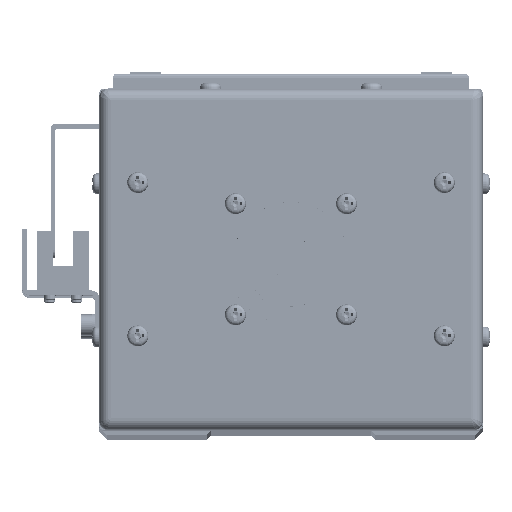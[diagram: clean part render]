
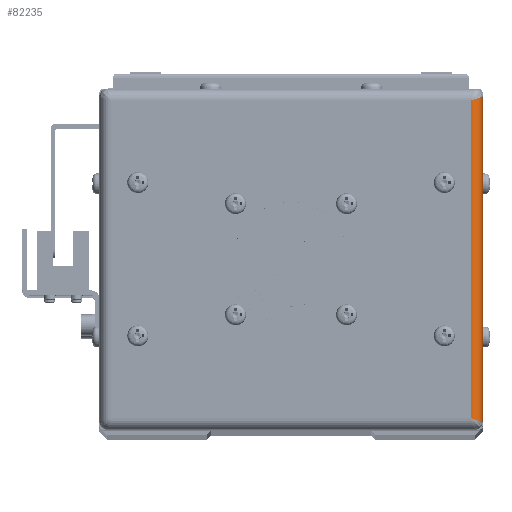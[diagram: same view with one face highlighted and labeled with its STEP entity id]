
A CAD part, top view. The second image highlights one B-rep face of the part: STEP entity #82235.
In plain terms, the highlighted cylindrical face has radius 3 mm (diameter 6 mm), a partial arc.
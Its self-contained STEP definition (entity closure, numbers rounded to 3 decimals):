
#658 = CARTESIAN_POINT ( 'NONE',  ( 47., -42.5, -0.5 ) ) ;
#984 = CARTESIAN_POINT ( 'NONE',  ( 50., -42.5, -0.5 ) ) ;
#8415 = EDGE_CURVE ( 'NONE', #79275, #82631, #85218, .T. ) ;
#11260 = CARTESIAN_POINT ( 'NONE',  ( 50., -42.5, -0.5 ) ) ;
#13399 = EDGE_LOOP ( 'NONE', ( #74817, #86099, #27825, #100318 ) ) ;
#14984 = VERTEX_POINT ( 'NONE', #26959 ) ;
#16655 = LINE ( 'NONE', #984, #110467 ) ;
#17890 = EDGE_CURVE ( 'NONE', #14984, #79275, #50939, .T. ) ;
#23185 = CARTESIAN_POINT ( 'NONE',  ( 50., 42.5, -0.5 ) ) ;
#23203 = CARTESIAN_POINT ( 'NONE',  ( 47., 41.5, 2.5 ) ) ;
#23299 = CARTESIAN_POINT ( 'NONE',  ( 48.757, 42.086, 2.5 ) ) ;
#23331 = CARTESIAN_POINT ( 'NONE',  ( 50., 42.5, 1.257 ) ) ;
#26712 = CYLINDRICAL_SURFACE ( 'NONE', #94278, 3. ) ;
#26959 = CARTESIAN_POINT ( 'NONE',  ( 47., -41.5, 2.5 ) ) ;
#27825 = ORIENTED_EDGE ( 'NONE', *, *, #8415, .F. ) ;
#36952 = VERTEX_POINT ( 'NONE', #96210 ) ;
#45189 = EDGE_CURVE ( 'NONE', #14984, #36952, #110648, .T. ) ;
#45214 = VECTOR ( 'NONE', #106084, 1000. ) ;
#46287 = DIRECTION ( 'NONE',  ( 0., -1., 0. ) ) ;
#50939 = LINE ( 'NONE', #96815, #45214 ) ;
#56780 = EDGE_CURVE ( 'NONE', #82631, #36952, #16655, .T. ) ;
#56880 = CARTESIAN_POINT ( 'NONE',  ( 47., -41.5, 2.5 ) ) ;
#61428 = CARTESIAN_POINT ( 'NONE',  ( 50., 42.5, -0.5 ) ) ;
#64666 = DIRECTION ( 'NONE',  ( 1., 0., 0. ) ) ;
#66000 = CARTESIAN_POINT ( 'NONE',  ( 50., -42.5, 1.257 ) ) ;
#71828 = CARTESIAN_POINT ( 'NONE',  ( 47., 41.5, 2.5 ) ) ;
#74817 = ORIENTED_EDGE ( 'NONE', *, *, #45189, .T. ) ;
#78020 = FACE_OUTER_BOUND ( 'NONE', #13399, .T. ) ;
#79275 = VERTEX_POINT ( 'NONE', #71828 ) ;
#82235 = ADVANCED_FACE ( 'NONE', ( #78020 ), #26712, .T. ) ;
#82631 = VERTEX_POINT ( 'NONE', #61428 ) ;
#85218 =( BOUNDED_CURVE ( )  B_SPLINE_CURVE ( 3, ( #23203, #23299, #23331, #23185 ),
 .UNSPECIFIED., .F., .F. ) 
 B_SPLINE_CURVE_WITH_KNOTS ( ( 4, 4 ),
 ( 4.712, 6.283 ),
 .UNSPECIFIED. ) 
 CURVE ( )  GEOMETRIC_REPRESENTATION_ITEM ( )  RATIONAL_B_SPLINE_CURVE ( ( 1., 0.805, 0.805, 1. ) ) 
 REPRESENTATION_ITEM ( '' )  );
#86099 = ORIENTED_EDGE ( 'NONE', *, *, #56780, .F. ) ;
#92233 = DIRECTION ( 'NONE',  ( 0., -1., 0. ) ) ;
#94278 = AXIS2_PLACEMENT_3D ( 'NONE', #658, #46287, #64666 ) ;
#96210 = CARTESIAN_POINT ( 'NONE',  ( 50., -42.5, -0.5 ) ) ;
#96815 = CARTESIAN_POINT ( 'NONE',  ( 47., 42.5, 2.5 ) ) ;
#100318 = ORIENTED_EDGE ( 'NONE', *, *, #17890, .F. ) ;
#106084 = DIRECTION ( 'NONE',  ( 0., 1., 0. ) ) ;
#110467 = VECTOR ( 'NONE', #92233, 1000. ) ;
#110648 =( BOUNDED_CURVE ( )  B_SPLINE_CURVE ( 3, ( #56880, #110987, #66000, #11260 ),
 .UNSPECIFIED., .F., .F. ) 
 B_SPLINE_CURVE_WITH_KNOTS ( ( 4, 4 ),
 ( 4.712, 6.283 ),
 .UNSPECIFIED. ) 
 CURVE ( )  GEOMETRIC_REPRESENTATION_ITEM ( )  RATIONAL_B_SPLINE_CURVE ( ( 1., 0.805, 0.805, 1. ) ) 
 REPRESENTATION_ITEM ( '' )  );
#110987 = CARTESIAN_POINT ( 'NONE',  ( 48.757, -42.086, 2.5 ) ) ;
